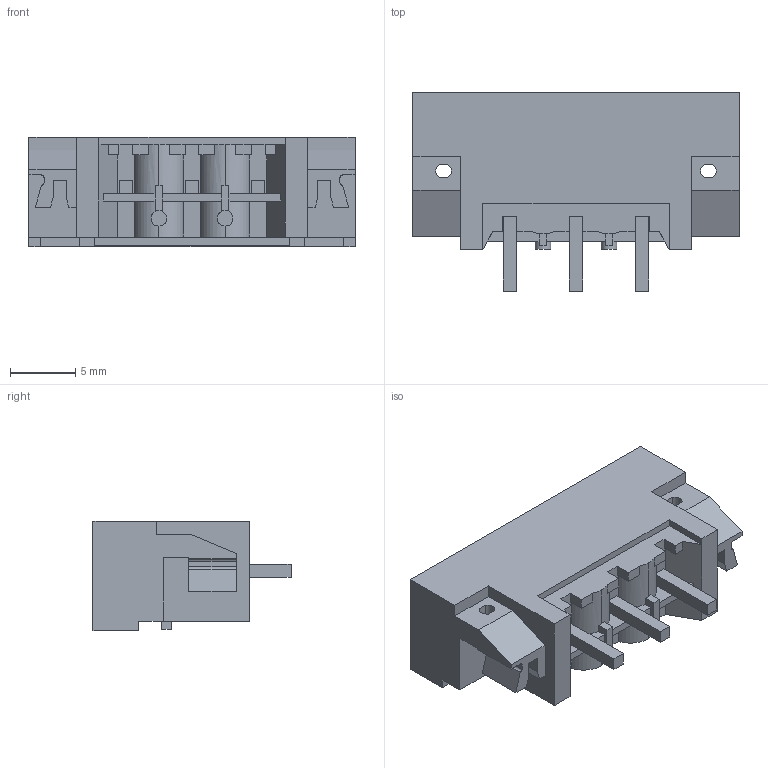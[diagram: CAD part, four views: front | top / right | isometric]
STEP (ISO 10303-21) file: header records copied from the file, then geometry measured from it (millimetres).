
FILE_DESCRIPTION(('CATIA V5 STEP Exchange','CAx-IF Rec.Pracs.--- Model Styling and Organization---1.2---2011-12-15'),'2;1');
FILE_NAME ('D1448873_0_1137260000_1137260000.stp','2017-04-26T08:57:51+00:00',('none'),('Weidmueller'),'CATIA Version 5-6 Release 2014','CATIA V5 STEP AP214','none');
FILE_SCHEMA(('AUTOMOTIVE_DESIGN { 1 0 10303 214 1 1 1 1 }'));
Length unit declared in the file: millimetre
Products named in the file (1): 1137260000
Bounding box: 25.04 x 15.2 x 8.43 mm (x, y, z)
Volume: 961.7 mm3; surface area: 2149.4 mm2
Topology: 4 solids, 4 shells, 221 faces, 666 edges, 449 vertices
Faces by surface type: plane 185, cylinder 36
Entity records: 7626 total; most frequent: CARTESIAN_POINT 1531, ORIENTED_EDGE 1332, DIRECTION 1020, EDGE_CURVE 666, VECTOR 565, LINE 565, VERTEX_POINT 449, AXIS2_PLACEMENT_3D 265
